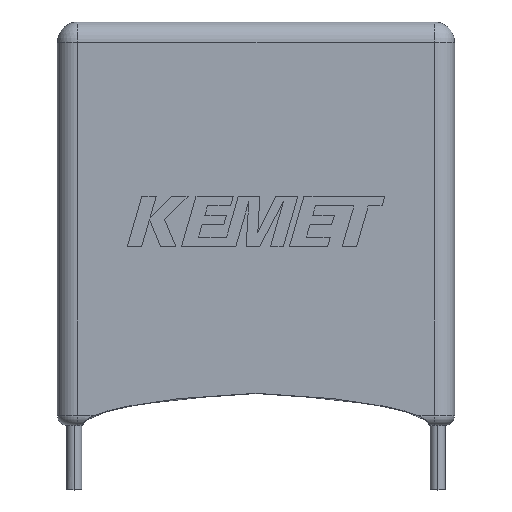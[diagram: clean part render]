
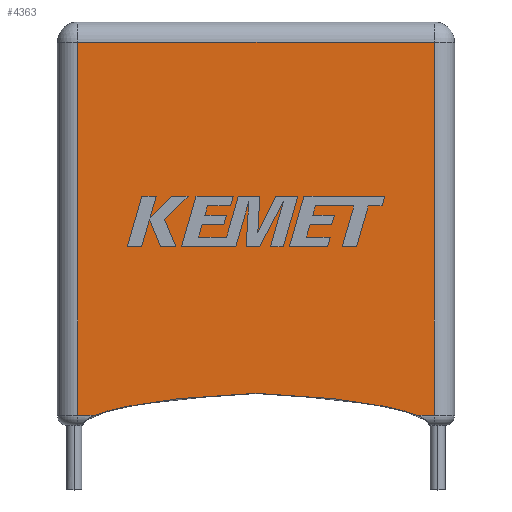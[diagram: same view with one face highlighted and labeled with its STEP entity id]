
A CAD part, top view. The second image highlights one B-rep face of the part: STEP entity #4363.
In plain terms, the highlighted planar face has unit normal (0, 0, 1).
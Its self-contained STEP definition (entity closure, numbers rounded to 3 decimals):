
#15 = VECTOR ( 'NONE', #1114, 1000. ) ;
#24 = DIRECTION ( 'NONE',  ( -1., 0., 0. ) ) ;
#53 = ORIENTED_EDGE ( 'NONE', *, *, #59, .T. ) ;
#59 = EDGE_CURVE ( 'NONE', #2676, #3538, #3366, .T. ) ;
#99 = DIRECTION ( 'NONE',  ( 0., 0., -1. ) ) ;
#173 = VECTOR ( 'NONE', #2957, 1000. ) ;
#184 = VERTEX_POINT ( 'NONE', #3203 ) ;
#221 = DIRECTION ( 'NONE',  ( -1., 0., 0. ) ) ;
#423 = VECTOR ( 'NONE', #221, 1000. ) ;
#434 = CARTESIAN_POINT ( 'NONE',  ( 0., 0.5, 6.89 ) ) ;
#457 = EDGE_CURVE ( 'NONE', #184, #2676, #1862, .T. ) ;
#475 = LINE ( 'NONE', #861, #173 ) ;
#604 = EDGE_CURVE ( 'NONE', #1263, #3201, #3110, .T. ) ;
#613 = CARTESIAN_POINT ( 'NONE',  ( 15.949, 1.236, 6.89 ) ) ;
#648 = CARTESIAN_POINT ( 'NONE',  ( 1., 18.87, 6.89 ) ) ;
#652 = CARTESIAN_POINT ( 'NONE',  ( 3.611, 1.236, 6.89 ) ) ;
#659 = CARTESIAN_POINT ( 'NONE',  ( 17.705, 0.5, 6.89 ) ) ;
#675 = CARTESIAN_POINT ( 'NONE',  ( 9.78, 1.58, 6.89 ) ) ;
#677 = ORIENTED_EDGE ( 'NONE', *, *, #4065, .T. ) ;
#700 = EDGE_CURVE ( 'NONE', #1263, #3409, #2084, .T. ) ;
#861 = CARTESIAN_POINT ( 'NONE',  ( 0., 0.5, 6.89 ) ) ;
#863 = CARTESIAN_POINT ( 'NONE',  ( 18.56, 0., 6.89 ) ) ;
#869 = DIRECTION ( 'NONE',  ( 0., -1., 0. ) ) ;
#949 = EDGE_CURVE ( 'NONE', #2097, #184, #2887, .T. ) ;
#1114 = DIRECTION ( 'NONE',  ( 1., 0., 0. ) ) ;
#1148 = ORIENTED_EDGE ( 'NONE', *, *, #604, .T. ) ;
#1218 = ORIENTED_EDGE ( 'NONE', *, *, #3987, .T. ) ;
#1263 = VERTEX_POINT ( 'NONE', #3977 ) ;
#1336 = CARTESIAN_POINT ( 'NONE',  ( 8.46, 1.58, 6.89 ) ) ;
#1392 = FACE_OUTER_BOUND ( 'NONE', #4355, .T. ) ;
#1617 = CARTESIAN_POINT ( 'NONE',  ( 1., 0., 6.89 ) ) ;
#1801 = CARTESIAN_POINT ( 'NONE',  ( 0., 0., 6.89 ) ) ;
#1808 = VECTOR ( 'NONE', #869, 1000. ) ;
#1862 = LINE ( 'NONE', #3220, #423 ) ;
#2084 = B_SPLINE_CURVE_WITH_KNOTS ( 'NONE', 3,
 ( #675, #1336, #652, #3095 ),
 .UNSPECIFIED., .F., .F.,
 ( 4, 4 ),
 ( 0., 0.83 ),
 .UNSPECIFIED. ) ;
#2097 = VERTEX_POINT ( 'NONE', #3737 ) ;
#2162 = PLANE ( 'NONE',  #2294 ) ;
#2181 = ORIENTED_EDGE ( 'NONE', *, *, #949, .T. ) ;
#2294 = AXIS2_PLACEMENT_3D ( 'NONE', #1801, #99, #24 ) ;
#2676 = VERTEX_POINT ( 'NONE', #648 ) ;
#2765 = CARTESIAN_POINT ( 'NONE',  ( 9.78, 1.58, 6.89 ) ) ;
#2887 = LINE ( 'NONE', #863, #4086 ) ;
#2957 = DIRECTION ( 'NONE',  ( 1., 0., 0. ) ) ;
#3037 = CARTESIAN_POINT ( 'NONE',  ( 11.1, 1.58, 6.89 ) ) ;
#3095 = CARTESIAN_POINT ( 'NONE',  ( 1.855, 0.5, 6.89 ) ) ;
#3110 = B_SPLINE_CURVE_WITH_KNOTS ( 'NONE', 3,
 ( #2765, #3037, #613, #3475 ),
 .UNSPECIFIED., .F., .F.,
 ( 4, 4 ),
 ( 0., 0.83 ),
 .UNSPECIFIED. ) ;
#3201 = VERTEX_POINT ( 'NONE', #659 ) ;
#3203 = CARTESIAN_POINT ( 'NONE',  ( 18.56, 18.87, 6.89 ) ) ;
#3220 = CARTESIAN_POINT ( 'NONE',  ( 0., 18.87, 6.89 ) ) ;
#3266 = CARTESIAN_POINT ( 'NONE',  ( 1.855, 0.5, 6.89 ) ) ;
#3343 = ORIENTED_EDGE ( 'NONE', *, *, #700, .F. ) ;
#3366 = LINE ( 'NONE', #1617, #1808 ) ;
#3409 = VERTEX_POINT ( 'NONE', #3266 ) ;
#3475 = CARTESIAN_POINT ( 'NONE',  ( 17.705, 0.5, 6.89 ) ) ;
#3500 = CARTESIAN_POINT ( 'NONE',  ( 1., 0.5, 6.89 ) ) ;
#3525 = LINE ( 'NONE', #434, #15 ) ;
#3538 = VERTEX_POINT ( 'NONE', #3500 ) ;
#3737 = CARTESIAN_POINT ( 'NONE',  ( 18.56, 0.5, 6.89 ) ) ;
#3977 = CARTESIAN_POINT ( 'NONE',  ( 9.78, 1.58, 6.89 ) ) ;
#3987 = EDGE_CURVE ( 'NONE', #3201, #2097, #3525, .T. ) ;
#4065 = EDGE_CURVE ( 'NONE', #3538, #3409, #475, .T. ) ;
#4086 = VECTOR ( 'NONE', #4285, 1000. ) ;
#4179 = ORIENTED_EDGE ( 'NONE', *, *, #457, .T. ) ;
#4285 = DIRECTION ( 'NONE',  ( 0., 1., 0. ) ) ;
#4355 = EDGE_LOOP ( 'NONE', ( #1148, #1218, #2181, #4179, #53, #677, #3343 ) ) ;
#4363 = ADVANCED_FACE ( 'NONE', ( #1392 ), #2162, .F. ) ;
